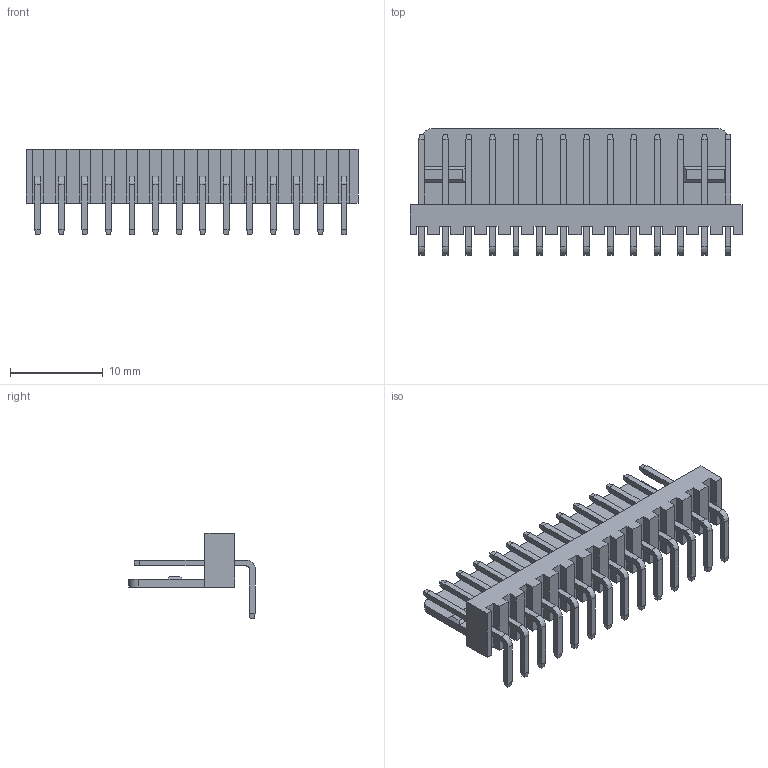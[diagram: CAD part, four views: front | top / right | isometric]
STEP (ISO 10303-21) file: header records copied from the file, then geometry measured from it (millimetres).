
FILE_DESCRIPTION (( 'STEP AP203' ), '1' );
FILE_NAME ('11634, SWR25X-NRTC-S14-RB-BA.STEP', '2015-05-20T02:22:23', ( '' ), ( '' ), 'SwSTEP 2.0', 'SolidWorks 2012', '' );
FILE_SCHEMA (( 'CONFIG_CONTROL_DESIGN' ));
Length unit declared in the file: millimetre
Products named in the file (1): 11634, SWR25X-NRTC-S14-RB-BA
Bounding box: 35.8 x 13.62 x 9.2 mm (x, y, z)
Volume: 902.7 mm3; surface area: 1952 mm2
Topology: 3 solids, 3 shells, 442 faces, 1064 edges, 652 vertices
Faces by surface type: plane 412, cylinder 30
Entity records: 12493 total; most frequent: CARTESIAN_POINT 2159, ORIENTED_EDGE 2128, DIRECTION 2010, EDGE_CURVE 1064, LINE 1004, VECTOR 1004, VERTEX_POINT 652, AXIS2_PLACEMENT_3D 503
